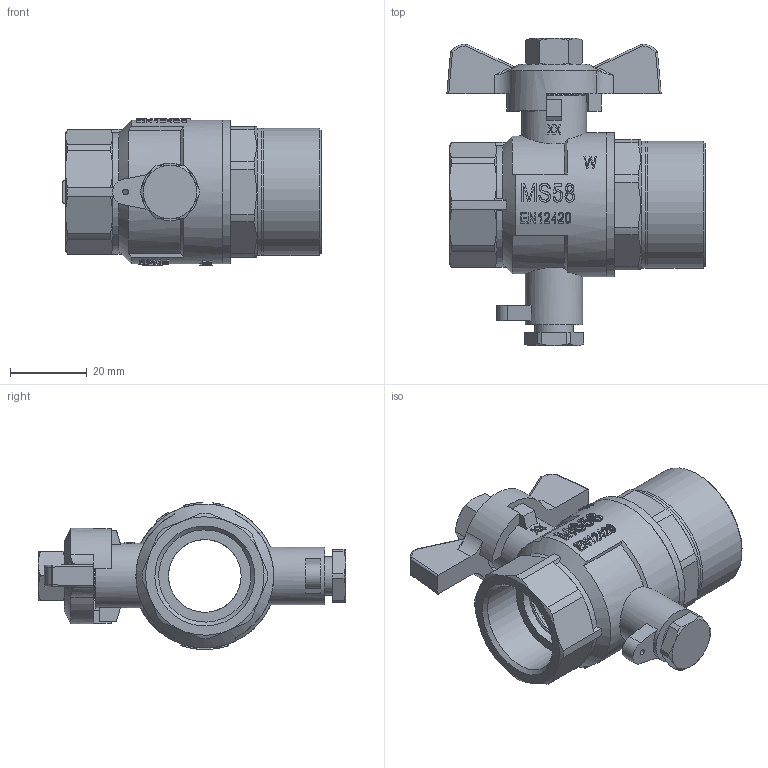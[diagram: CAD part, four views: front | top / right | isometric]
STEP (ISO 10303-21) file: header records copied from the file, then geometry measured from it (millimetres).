
FILE_DESCRIPTION(/* description */ ('Unknown'),/* implementation_level */ '2;1');
FILE_NAME(/* name */ '7116_56',/* time_stamp */ '2023-05-25T13:45:06+02:00',/* author */ ('Unknown'),/* organization */ ('Unknown'),/* preprocessor_version */ 'ST-DEVELOPER v18.102',/* originating_system */ 'Solid Edge',/* authorisation */ 'Unknown');
FILE_SCHEMA (('AUTOMOTIVE_DESIGN {1 0 10303 214 3 1 1}'));
Length unit declared in the file: millimetre
Products named in the file (14): 711_56; B1; F-griff; M8-1_2-3_4; 711-56-Einschraubteil; Kvrper-co; Kvrper; Kugel; Kugeldichtung.1; Schtaube; Spindel-co; Stopfbuchse; Spindel; Spindeldichtung
Assembly tree (14 placements, depth 3):
  711_56
    B1
      F-griff
      M8-1_2-3_4
    711-56-Einschraubteil
    Kvrper-co
      Kvrper
      Kugel
      Kugeldichtung.1  x2
      Schtaube
    Spindel-co
      Stopfbuchse
      Spindel
      Spindeldichtung
Bounding box: 67.5 x 80.3 x 38.39 mm (x, y, z)
Volume: 47283 mm3; surface area: 31725 mm2
Topology: 11 solids, 11 shells, 1201 faces, 3338 edges, 2214 vertices
Faces by surface type: plane 959, cylinder 149, cone 61, bspline 16, sphere 11, torus 5
Full cylindrical faces by diameter (mm): 1.5 x1, 5 x1, 5.9 x1, 6.7 x1, 6.75 x1, 8.92 x1, 9 x4, 9.1 x1, 10 x1, 10.5 x1, 11 x1, 12 x1, 12.4 x1, 12.5 x1, 14 x1, 15 x1, 16 x2, 17 x1, 18.5 x1, 19 x5, 23 x1, 24.117 x1, 27 x4, 31.5 x1, 33 x3, 33.249 x2, 33.25 x1, 33.5 x1, 37.6 x2
Entity records: 44786 total; most frequent: CARTESIAN_POINT 12640, DIRECTION 7180, ORIENTED_EDGE 6442, EDGE_CURVE 3221, AXIS2_PLACEMENT_3D 2963, VERTEX_POINT 2184, FACE_BOUND 1347, EDGE_LOOP 1346
